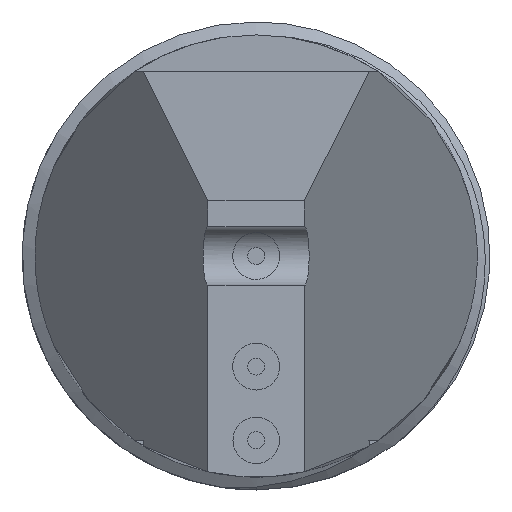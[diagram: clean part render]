
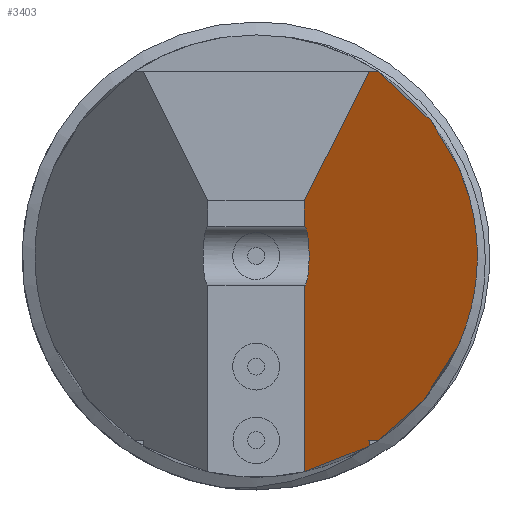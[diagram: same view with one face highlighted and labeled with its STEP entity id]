
A CAD part, left-side view. The second image highlights one B-rep face of the part: STEP entity #3403.
In plain terms, the highlighted planar face has unit normal (-0.158, -0.987, 0).
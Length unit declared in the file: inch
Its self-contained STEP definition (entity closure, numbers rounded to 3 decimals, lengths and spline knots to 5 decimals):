
#27 = ORIENTED_EDGE ( 'NONE', *, *, #3794, .F. ) ;
#63 = ORIENTED_EDGE ( 'NONE', *, *, #2733, .T. ) ;
#116 = VERTEX_POINT ( 'NONE', #2844 ) ;
#136 = LINE ( 'NONE', #3586, #3223 ) ;
#175 = EDGE_CURVE ( 'NONE', #1707, #3420, #2776, .T. ) ;
#199 = VERTEX_POINT ( 'NONE', #1997 ) ;
#246 = CARTESIAN_POINT ( 'NONE',  ( 0.21654, -0.06041, -0.10149 ) ) ;
#267 =( BOUNDED_CURVE ( )  B_SPLINE_CURVE ( 3, ( #731, #2256, #3115, #744 ),
 .UNSPECIFIED., .F., .F. ) 
 B_SPLINE_CURVE_WITH_KNOTS ( ( 4, 4 ),
 ( 4.17553, 4.49248 ),
 .UNSPECIFIED. ) 
 CURVE ( )  GEOMETRIC_REPRESENTATION_ITEM ( )  RATIONAL_B_SPLINE_CURVE ( ( 1., 0.992, 0.992, 1. ) ) 
 REPRESENTATION_ITEM ( '' )  );
#301 = VERTEX_POINT ( 'NONE', #2064 ) ;
#316 = CARTESIAN_POINT ( 'NONE',  ( 0., -0.02576, -0.01575 ) ) ;
#357 = VECTOR ( 'NONE', #1014, 39.37008 ) ;
#438 = PLANE ( 'NONE',  #496 ) ;
#496 = AXIS2_PLACEMENT_3D ( 'NONE', #2239, #2548, #1364 ) ;
#549 = DIRECTION ( 'NONE',  ( -0.987, 0.158, 0. ) ) ;
#593 = ORIENTED_EDGE ( 'NONE', *, *, #3527, .T. ) ;
#628 = CARTESIAN_POINT ( 'NONE',  ( 0.0315, -0.0308, 0.01575 ) ) ;
#634 = EDGE_CURVE ( 'NONE', #3567, #199, #1150, .T. ) ;
#731 = CARTESIAN_POINT ( 'NONE',  ( 0.21654, -0.06041, -0.10149 ) ) ;
#744 = CARTESIAN_POINT ( 'NONE',  ( 0., -0.02576, -0.11527 ) ) ;
#776 = VERTEX_POINT ( 'NONE', #246 ) ;
#894 = LINE ( 'NONE', #3089, #357 ) ;
#905 = CARTESIAN_POINT ( 'NONE',  ( 0., -0.02576, 0.3937 ) ) ;
#1014 = DIRECTION ( 'NONE',  ( 0., 0., -1. ) ) ;
#1076 = CARTESIAN_POINT ( 'NONE',  ( 0., -0.02576, 0.3937 ) ) ;
#1120 = VERTEX_POINT ( 'NONE', #316 ) ;
#1150 = LINE ( 'NONE', #2847, #1295 ) ;
#1295 = VECTOR ( 'NONE', #2265, 39.37008 ) ;
#1307 = ORIENTED_EDGE ( 'NONE', *, *, #175, .F. ) ;
#1364 = DIRECTION ( 'NONE',  ( -0.987, 0.158, 0. ) ) ;
#1380 =( BOUNDED_CURVE ( )  B_SPLINE_CURVE ( 3, ( #1882, #3122, #1693, #2304 ),
 .UNSPECIFIED., .F., .F. ) 
 B_SPLINE_CURVE_WITH_KNOTS ( ( 4, 4 ),
 ( 2.15534, 4.12785 ),
 .UNSPECIFIED. ) 
 CURVE ( )  GEOMETRIC_REPRESENTATION_ITEM ( )  RATIONAL_B_SPLINE_CURVE ( ( 1., 0.701, 0.701, 1. ) ) 
 REPRESENTATION_ITEM ( '' )  );
#1458 = EDGE_CURVE ( 'NONE', #1707, #116, #1757, .T. ) ;
#1537 = EDGE_LOOP ( 'NONE', ( #1307, #2045, #3091, #593, #3185, #27, #3539, #2523, #63 ) ) ;
#1603 = CARTESIAN_POINT ( 'NONE',  ( 0., -0.02576, 0.02953 ) ) ;
#1624 = EDGE_CURVE ( 'NONE', #1120, #116, #3319, .T. ) ;
#1693 = CARTESIAN_POINT ( 'NONE',  ( 0.73452, -0.14327, -0.04682 ) ) ;
#1707 = VERTEX_POINT ( 'NONE', #1603 ) ;
#1757 = LINE ( 'NONE', #905, #3831 ) ;
#1771 = DIRECTION ( 'NONE',  ( 0., 0., -1. ) ) ;
#1822 = CARTESIAN_POINT ( 'NONE',  ( 0., -0.02576, -0.01575 ) ) ;
#1882 = CARTESIAN_POINT ( 'NONE',  ( 0.24634, -0.06517, 0.0985 ) ) ;
#1997 = CARTESIAN_POINT ( 'NONE',  ( 0.21654, -0.06041, -0.0985 ) ) ;
#2045 = ORIENTED_EDGE ( 'NONE', *, *, #1458, .T. ) ;
#2064 = CARTESIAN_POINT ( 'NONE',  ( 0.24634, -0.06517, 0.0985 ) ) ;
#2130 = VECTOR ( 'NONE', #3504, 39.37008 ) ;
#2239 = CARTESIAN_POINT ( 'NONE',  ( 0., -0.02576, 0.3937 ) ) ;
#2256 = CARTESIAN_POINT ( 'NONE',  ( 0.14923, -0.04964, -0.1079 ) ) ;
#2265 = DIRECTION ( 'NONE',  ( -0.987, 0.158, 0. ) ) ;
#2296 = DIRECTION ( 'NONE',  ( 0., 0., -1. ) ) ;
#2304 = CARTESIAN_POINT ( 'NONE',  ( 0.24634, -0.06517, -0.0985 ) ) ;
#2308 = CARTESIAN_POINT ( 'NONE',  ( 0.24634, -0.06517, -0.0985 ) ) ;
#2394 = VECTOR ( 'NONE', #2296, 39.37008 ) ;
#2523 = ORIENTED_EDGE ( 'NONE', *, *, #3699, .F. ) ;
#2536 = CARTESIAN_POINT ( 'NONE',  ( 0.21654, -0.06041, 0.0985 ) ) ;
#2548 = DIRECTION ( 'NONE',  ( 0.158, 0.987, 0. ) ) ;
#2575 = EDGE_CURVE ( 'NONE', #776, #3002, #267, .T. ) ;
#2727 = CARTESIAN_POINT ( 'NONE',  ( 0., -0.02576, 0.01575 ) ) ;
#2733 = EDGE_CURVE ( 'NONE', #301, #3420, #136, .T. ) ;
#2743 = CARTESIAN_POINT ( 'NONE',  ( 0.0315, -0.0308, -0.01575 ) ) ;
#2776 = LINE ( 'NONE', #3788, #2130 ) ;
#2844 = CARTESIAN_POINT ( 'NONE',  ( 0., -0.02576, 0.01575 ) ) ;
#2847 = CARTESIAN_POINT ( 'NONE',  ( 0., -0.02576, -0.0985 ) ) ;
#3002 = VERTEX_POINT ( 'NONE', #3372 ) ;
#3089 = CARTESIAN_POINT ( 'NONE',  ( 0.21654, -0.06041, 0.3937 ) ) ;
#3091 = ORIENTED_EDGE ( 'NONE', *, *, #1624, .F. ) ;
#3115 = CARTESIAN_POINT ( 'NONE',  ( 0.07644, -0.03799, -0.11253 ) ) ;
#3122 = CARTESIAN_POINT ( 'NONE',  ( 0.73452, -0.14327, 0.04682 ) ) ;
#3185 = ORIENTED_EDGE ( 'NONE', *, *, #2575, .F. ) ;
#3223 = VECTOR ( 'NONE', #549, 39.37008 ) ;
#3319 =( BOUNDED_CURVE ( )  B_SPLINE_CURVE ( 3, ( #1822, #2743, #628, #2727 ),
 .UNSPECIFIED., .F., .F. ) 
 B_SPLINE_CURVE_WITH_KNOTS ( ( 4, 4 ),
 ( 4.71239, 7.85398 ),
 .UNSPECIFIED. ) 
 CURVE ( )  GEOMETRIC_REPRESENTATION_ITEM ( )  RATIONAL_B_SPLINE_CURVE ( ( 1., 0.333, 0.333, 1. ) ) 
 REPRESENTATION_ITEM ( '' )  );
#3354 = LINE ( 'NONE', #1076, #2394 ) ;
#3372 = CARTESIAN_POINT ( 'NONE',  ( 0., -0.02576, -0.11527 ) ) ;
#3403 = ADVANCED_FACE ( 'NONE', ( #3768 ), #438, .F. ) ;
#3420 = VERTEX_POINT ( 'NONE', #2536 ) ;
#3504 = DIRECTION ( 'NONE',  ( 0.942, -0.151, 0.3 ) ) ;
#3527 = EDGE_CURVE ( 'NONE', #1120, #3002, #3354, .T. ) ;
#3539 = ORIENTED_EDGE ( 'NONE', *, *, #634, .F. ) ;
#3567 = VERTEX_POINT ( 'NONE', #2308 ) ;
#3586 = CARTESIAN_POINT ( 'NONE',  ( 0., -0.02576, 0.0985 ) ) ;
#3699 = EDGE_CURVE ( 'NONE', #301, #3567, #1380, .T. ) ;
#3768 = FACE_OUTER_BOUND ( 'NONE', #1537, .T. ) ;
#3788 = CARTESIAN_POINT ( 'NONE',  ( 0.10292, -0.04223, 0.06231 ) ) ;
#3794 = EDGE_CURVE ( 'NONE', #199, #776, #894, .T. ) ;
#3831 = VECTOR ( 'NONE', #1771, 39.37008 ) ;
